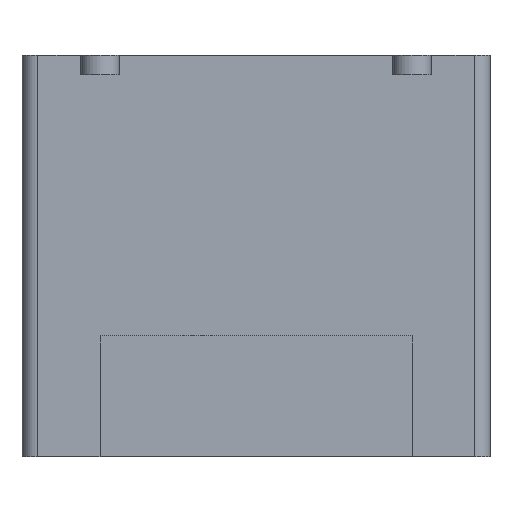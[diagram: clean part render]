
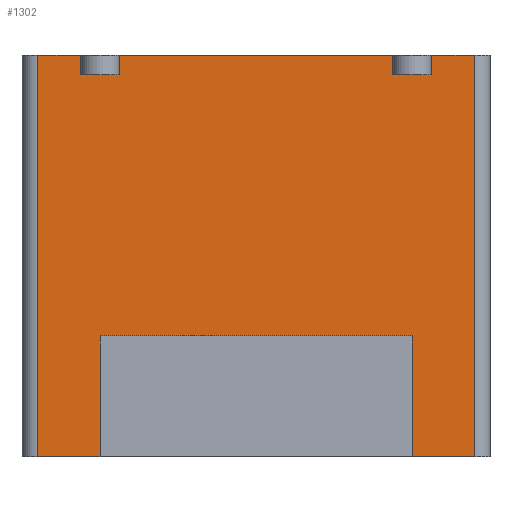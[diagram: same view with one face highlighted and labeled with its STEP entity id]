
A CAD part, front view. The second image highlights one B-rep face of the part: STEP entity #1302.
In plain terms, the highlighted planar face has unit normal (0, -1, 0).
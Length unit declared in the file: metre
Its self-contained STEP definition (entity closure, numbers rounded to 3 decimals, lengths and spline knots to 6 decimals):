
#32=LINE('',#1887,#188);
#33=LINE('',#1890,#189);
#34=LINE('',#1892,#190);
#35=LINE('',#1894,#191);
#36=LINE('',#1896,#192);
#37=LINE('',#1898,#193);
#38=LINE('',#1900,#194);
#39=LINE('',#1902,#195);
#40=LINE('',#1904,#196);
#41=LINE('',#1906,#197);
#42=LINE('',#1908,#198);
#43=LINE('',#1910,#199);
#44=LINE('',#1912,#200);
#45=LINE('',#1914,#201);
#46=LINE('',#1916,#202);
#47=LINE('',#1918,#203);
#188=VECTOR('',#1522,1.);
#189=VECTOR('',#1523,1.);
#190=VECTOR('',#1524,1.);
#191=VECTOR('',#1525,1.);
#192=VECTOR('',#1526,1.);
#193=VECTOR('',#1527,1.);
#194=VECTOR('',#1528,1.);
#195=VECTOR('',#1529,1.);
#196=VECTOR('',#1530,1.);
#197=VECTOR('',#1531,1.);
#198=VECTOR('',#1532,1.);
#199=VECTOR('',#1533,1.);
#200=VECTOR('',#1534,1.);
#201=VECTOR('',#1535,1.);
#202=VECTOR('',#1536,1.);
#203=VECTOR('',#1537,1.);
#333=PLANE('',#1392);
#405=ORIENTED_EDGE('',*,*,#781,.F.);
#406=ORIENTED_EDGE('',*,*,#782,.T.);
#407=ORIENTED_EDGE('',*,*,#783,.T.);
#408=ORIENTED_EDGE('',*,*,#784,.T.);
#409=ORIENTED_EDGE('',*,*,#785,.T.);
#410=ORIENTED_EDGE('',*,*,#786,.F.);
#411=ORIENTED_EDGE('',*,*,#787,.T.);
#412=ORIENTED_EDGE('',*,*,#788,.T.);
#413=ORIENTED_EDGE('',*,*,#789,.F.);
#414=ORIENTED_EDGE('',*,*,#790,.F.);
#415=ORIENTED_EDGE('',*,*,#791,.F.);
#416=ORIENTED_EDGE('',*,*,#792,.T.);
#417=ORIENTED_EDGE('',*,*,#793,.F.);
#418=ORIENTED_EDGE('',*,*,#794,.F.);
#419=ORIENTED_EDGE('',*,*,#795,.F.);
#420=ORIENTED_EDGE('',*,*,#796,.T.);
#781=EDGE_CURVE('',#969,#970,#32,.T.);
#782=EDGE_CURVE('',#969,#971,#33,.F.);
#783=EDGE_CURVE('',#971,#972,#34,.T.);
#784=EDGE_CURVE('',#972,#973,#35,.T.);
#785=EDGE_CURVE('',#973,#974,#36,.T.);
#786=EDGE_CURVE('',#975,#974,#37,.T.);
#787=EDGE_CURVE('',#975,#976,#38,.T.);
#788=EDGE_CURVE('',#976,#977,#39,.T.);
#789=EDGE_CURVE('',#978,#977,#40,.T.);
#790=EDGE_CURVE('',#979,#978,#41,.T.);
#791=EDGE_CURVE('',#980,#979,#42,.T.);
#792=EDGE_CURVE('',#980,#981,#43,.T.);
#793=EDGE_CURVE('',#982,#981,#44,.T.);
#794=EDGE_CURVE('',#983,#982,#45,.T.);
#795=EDGE_CURVE('',#984,#983,#46,.T.);
#796=EDGE_CURVE('',#984,#970,#47,.T.);
#969=VERTEX_POINT('',#1888);
#970=VERTEX_POINT('',#1889);
#971=VERTEX_POINT('',#1891);
#972=VERTEX_POINT('',#1893);
#973=VERTEX_POINT('',#1895);
#974=VERTEX_POINT('',#1897);
#975=VERTEX_POINT('',#1899);
#976=VERTEX_POINT('',#1901);
#977=VERTEX_POINT('',#1903);
#978=VERTEX_POINT('',#1905);
#979=VERTEX_POINT('',#1907);
#980=VERTEX_POINT('',#1909);
#981=VERTEX_POINT('',#1911);
#982=VERTEX_POINT('',#1913);
#983=VERTEX_POINT('',#1915);
#984=VERTEX_POINT('',#1917);
#1118=EDGE_LOOP('',(#405,#406,#407,#408,#409,#410,#411,#412,#413,#414,#415,
#416,#417,#418,#419,#420));
#1204=FACE_BOUND('',#1118,.T.);
#1302=ADVANCED_FACE('',(#1204),#333,.T.);
#1392=AXIS2_PLACEMENT_3D('',#1886,#1520,#1521);
#1520=DIRECTION('',(0.,-1.,0.));
#1521=DIRECTION('',(1.,0.,0.));
#1522=DIRECTION('',(1.,0.,0.));
#1523=DIRECTION('',(0.,0.,1.));
#1524=DIRECTION('',(1.,0.,0.));
#1525=DIRECTION('',(0.,0.,1.));
#1526=DIRECTION('',(1.,0.,0.));
#1527=DIRECTION('',(0.,0.,1.));
#1528=DIRECTION('',(1.,0.,0.));
#1529=DIRECTION('',(0.,0.,1.));
#1530=DIRECTION('',(1.,0.,0.));
#1531=DIRECTION('',(0.,0.,1.));
#1532=DIRECTION('',(1.,0.,0.));
#1533=DIRECTION('',(0.,0.,1.));
#1534=DIRECTION('',(1.,0.,0.));
#1535=DIRECTION('',(0.,0.,1.));
#1536=DIRECTION('',(1.,0.,0.));
#1537=DIRECTION('',(0.,0.,1.));
#1886=CARTESIAN_POINT('',(0.,-0.055,-0.123));
#1887=CARTESIAN_POINT('',(0.,-0.055,-0.02));
#1888=CARTESIAN_POINT('',(-0.056,-0.055,-0.02));
#1889=CARTESIAN_POINT('',(-0.045,-0.055,-0.02));
#1890=CARTESIAN_POINT('',(-0.056,-0.055,-0.123));
#1891=CARTESIAN_POINT('',(-0.056,-0.055,-0.123));
#1892=CARTESIAN_POINT('',(0.,-0.055,-0.123));
#1893=CARTESIAN_POINT('',(-0.04,-0.055,-0.123));
#1894=CARTESIAN_POINT('',(-0.04,-0.055,-0.1075));
#1895=CARTESIAN_POINT('',(-0.04,-0.055,-0.092));
#1896=CARTESIAN_POINT('',(0.,-0.055,-0.092));
#1897=CARTESIAN_POINT('',(0.04,-0.055,-0.092));
#1898=CARTESIAN_POINT('',(0.04,-0.055,-0.1075));
#1899=CARTESIAN_POINT('',(0.04,-0.055,-0.123));
#1900=CARTESIAN_POINT('',(0.,-0.055,-0.123));
#1901=CARTESIAN_POINT('',(0.056,-0.055,-0.123));
#1902=CARTESIAN_POINT('',(0.056,-0.055,-0.123));
#1903=CARTESIAN_POINT('',(0.056,-0.055,-0.02));
#1904=CARTESIAN_POINT('',(0.,-0.055,-0.02));
#1905=CARTESIAN_POINT('',(0.045,-0.055,-0.02));
#1906=CARTESIAN_POINT('',(0.045,-0.055,-0.025));
#1907=CARTESIAN_POINT('',(0.045,-0.055,-0.025));
#1908=CARTESIAN_POINT('',(0.,-0.055,-0.025));
#1909=CARTESIAN_POINT('',(0.035,-0.055,-0.025));
#1910=CARTESIAN_POINT('',(0.035,-0.055,-0.025));
#1911=CARTESIAN_POINT('',(0.035,-0.055,-0.02));
#1912=CARTESIAN_POINT('',(0.,-0.055,-0.02));
#1913=CARTESIAN_POINT('',(-0.035,-0.055,-0.02));
#1914=CARTESIAN_POINT('',(-0.035,-0.055,-0.025));
#1915=CARTESIAN_POINT('',(-0.035,-0.055,-0.025));
#1916=CARTESIAN_POINT('',(0.,-0.055,-0.025));
#1917=CARTESIAN_POINT('',(-0.045,-0.055,-0.025));
#1918=CARTESIAN_POINT('',(-0.045,-0.055,-0.025));
